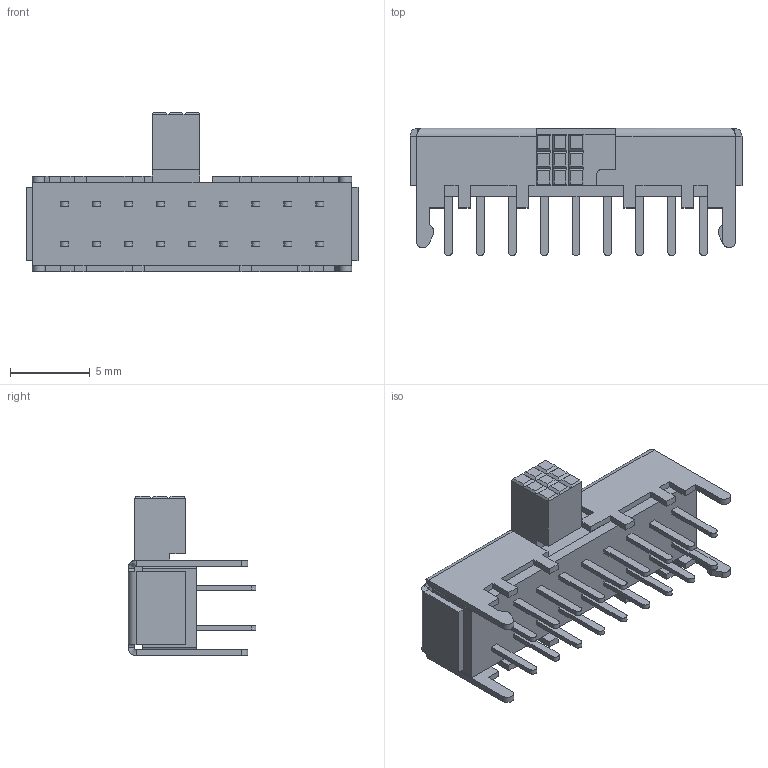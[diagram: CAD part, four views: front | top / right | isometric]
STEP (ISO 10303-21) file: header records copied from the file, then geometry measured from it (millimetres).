
FILE_DESCRIPTION (( 'STEP AP214' ), '1' );
FILE_NAME ('EG6201.STEP', '2020-12-03T20:06:05', ( '' ), ( '' ), 'SwSTEP 2.0', 'SolidWorks 2017', '' );
FILE_SCHEMA (( 'AUTOMOTIVE_DESIGN' ));
Length unit declared in the file: millimetre
Products named in the file (1): EG6201
Bounding box: 20.8 x 8 x 10 mm (x, y, z)
Volume: 518 mm3; surface area: 1217.6 mm2
Topology: 21 solids, 21 shells, 295 faces, 683 edges, 430 vertices
Faces by surface type: plane 245, cylinder 46, bspline 4
Entity records: 8491 total; most frequent: CARTESIAN_POINT 1557, ORIENTED_EDGE 1366, DIRECTION 1335, EDGE_CURVE 683, LINE 583, VECTOR 583, VERTEX_POINT 430, AXIS2_PLACEMENT_3D 376
